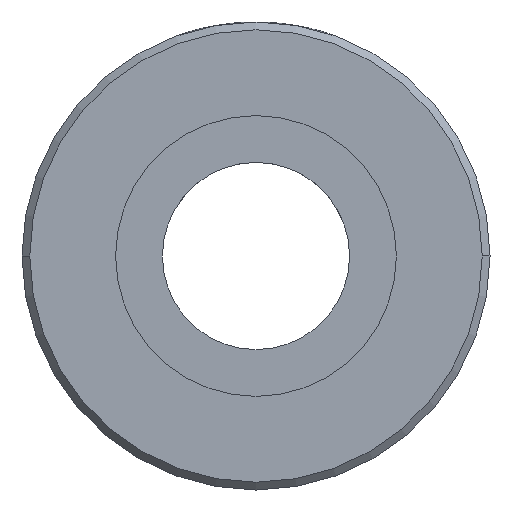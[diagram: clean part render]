
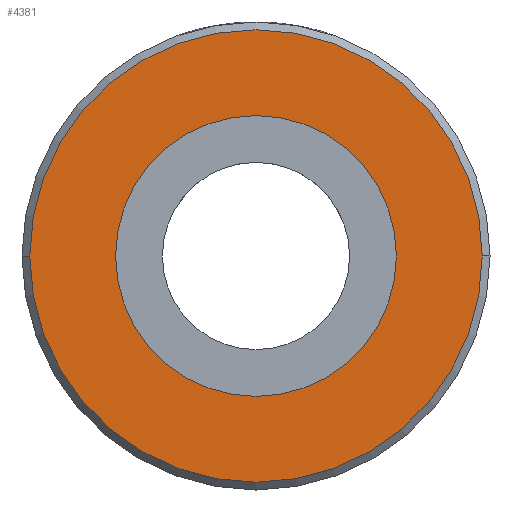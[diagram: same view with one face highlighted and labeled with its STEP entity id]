
A CAD part, front view. The second image highlights one B-rep face of the part: STEP entity #4381.
In plain terms, the highlighted face is planar.
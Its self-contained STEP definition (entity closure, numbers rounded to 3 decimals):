
#106 = DIRECTION ( 'NONE',  ( 1., 0., 0. ) ) ;
#211 = CIRCLE ( 'NONE', #9313, 7.25 ) ;
#569 = FACE_BOUND ( 'NONE', #5234, .T. ) ;
#1526 = EDGE_LOOP ( 'NONE', ( #13575, #5280 ) ) ;
#1594 = CIRCLE ( 'NONE', #14796, 7.25 ) ;
#1620 = DIRECTION ( 'NONE',  ( 0., 0., -1. ) ) ;
#1761 = DIRECTION ( 'NONE',  ( 1., 0., 0. ) ) ;
#1809 = DIRECTION ( 'NONE',  ( 0., 0., 1. ) ) ;
#2369 = AXIS2_PLACEMENT_3D ( 'NONE', #4645, #6478, #1761 ) ;
#2646 = CARTESIAN_POINT ( 'NONE',  ( -7.25, 0., 0. ) ) ;
#2656 = CARTESIAN_POINT ( 'NONE',  ( 0., 0., 0. ) ) ;
#2861 = DIRECTION ( 'NONE',  ( 1., 0., 0. ) ) ;
#2985 = CARTESIAN_POINT ( 'NONE',  ( 0., 0., 0. ) ) ;
#3105 = ORIENTED_EDGE ( 'NONE', *, *, #5452, .T. ) ;
#3275 = CARTESIAN_POINT ( 'NONE',  ( 0., 0., 0. ) ) ;
#3312 = AXIS2_PLACEMENT_3D ( 'NONE', #11182, #1809, #16026 ) ;
#3730 = VERTEX_POINT ( 'NONE', #4197 ) ;
#3959 = VERTEX_POINT ( 'NONE', #17866 ) ;
#4197 = CARTESIAN_POINT ( 'NONE',  ( 4.5, 0., 0. ) ) ;
#4381 = ADVANCED_FACE ( 'NONE', ( #16730, #569 ), #11136, .F. ) ;
#4482 = CIRCLE ( 'NONE', #10871, 4.5 ) ;
#4624 = DIRECTION ( 'NONE',  ( 1., 0., 0. ) ) ;
#4645 = CARTESIAN_POINT ( 'NONE',  ( 0., 0., 0. ) ) ;
#5234 = EDGE_LOOP ( 'NONE', ( #3105, #9730 ) ) ;
#5280 = ORIENTED_EDGE ( 'NONE', *, *, #14710, .T. ) ;
#5452 = EDGE_CURVE ( 'NONE', #3959, #3730, #4482, .T. ) ;
#6478 = DIRECTION ( 'NONE',  ( 0., 0., 1. ) ) ;
#9313 = AXIS2_PLACEMENT_3D ( 'NONE', #3275, #1620, #106 ) ;
#9472 = VERTEX_POINT ( 'NONE', #2646 ) ;
#9730 = ORIENTED_EDGE ( 'NONE', *, *, #19313, .T. ) ;
#9982 = CIRCLE ( 'NONE', #3312, 4.5 ) ;
#10516 = DIRECTION ( 'NONE',  ( 0., 0., -1. ) ) ;
#10737 = VERTEX_POINT ( 'NONE', #13265 ) ;
#10871 = AXIS2_PLACEMENT_3D ( 'NONE', #2985, #14051, #4624 ) ;
#11136 = PLANE ( 'NONE',  #2369 ) ;
#11182 = CARTESIAN_POINT ( 'NONE',  ( 0., 0., 0. ) ) ;
#13265 = CARTESIAN_POINT ( 'NONE',  ( 7.25, 0., 0. ) ) ;
#13575 = ORIENTED_EDGE ( 'NONE', *, *, #17640, .T. ) ;
#14051 = DIRECTION ( 'NONE',  ( 0., 0., 1. ) ) ;
#14710 = EDGE_CURVE ( 'NONE', #9472, #10737, #1594, .T. ) ;
#14796 = AXIS2_PLACEMENT_3D ( 'NONE', #2656, #10516, #2861 ) ;
#16026 = DIRECTION ( 'NONE',  ( 1., 0., 0. ) ) ;
#16730 = FACE_OUTER_BOUND ( 'NONE', #1526, .T. ) ;
#17640 = EDGE_CURVE ( 'NONE', #10737, #9472, #211, .T. ) ;
#17866 = CARTESIAN_POINT ( 'NONE',  ( -4.5, 0., 0. ) ) ;
#19313 = EDGE_CURVE ( 'NONE', #3730, #3959, #9982, .T. ) ;
